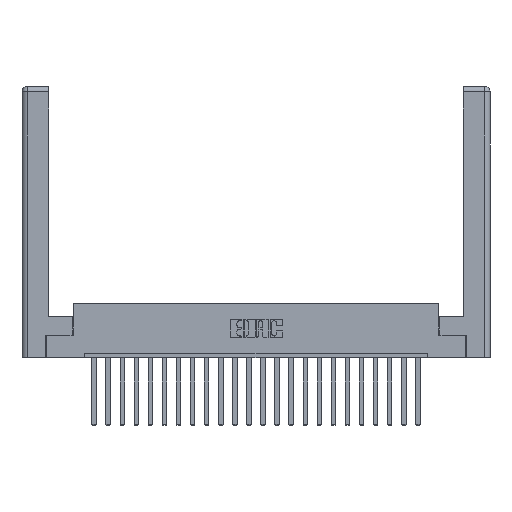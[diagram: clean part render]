
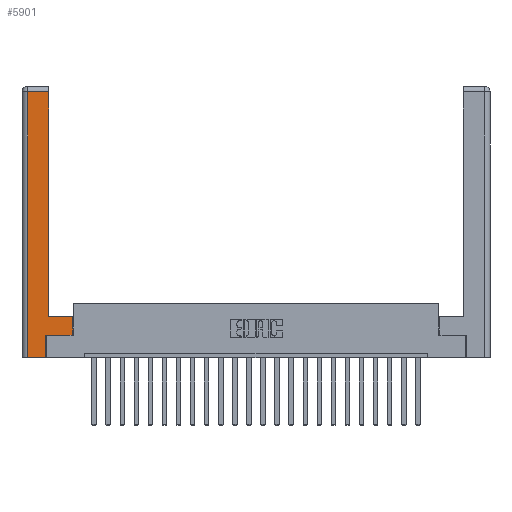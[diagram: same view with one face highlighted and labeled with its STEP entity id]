
A CAD part, top view. The second image highlights one B-rep face of the part: STEP entity #5901.
In plain terms, the highlighted planar face has unit normal (0, 0, 1).
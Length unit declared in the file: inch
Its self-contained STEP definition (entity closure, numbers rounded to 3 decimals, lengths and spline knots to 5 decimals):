
#381 = CARTESIAN_POINT ( 'NONE',  ( 0.295, 0.45, 0. ) ) ;
#512 = LINE ( 'NONE', #8340, #10048 ) ;
#634 = VERTEX_POINT ( 'NONE', #381 ) ;
#1029 = DIRECTION ( 'NONE',  ( 0., -1., 0. ) ) ;
#1065 = EDGE_CURVE ( 'NONE', #1377, #9135, #1094, .T. ) ;
#1094 = LINE ( 'NONE', #18763, #18871 ) ;
#1377 = VERTEX_POINT ( 'NONE', #17904 ) ;
#1552 = VECTOR ( 'NONE', #14298, 39.37008 ) ;
#2103 = VECTOR ( 'NONE', #10239, 39.37008 ) ;
#2266 = CARTESIAN_POINT ( 'NONE',  ( 0.565, 0.45, 0. ) ) ;
#2786 = DIRECTION ( 'NONE',  ( -1., 0., 0. ) ) ;
#3342 = ORIENTED_EDGE ( 'NONE', *, *, #1065, .T. ) ;
#4018 = DIRECTION ( 'NONE',  ( 0., 1., 0. ) ) ;
#4327 = VECTOR ( 'NONE', #4018, 39.37008 ) ;
#4421 = VERTEX_POINT ( 'NONE', #15333 ) ;
#4461 = CARTESIAN_POINT ( 'NONE',  ( 0.265, 0., 0. ) ) ;
#4613 = EDGE_CURVE ( 'NONE', #634, #20093, #6919, .T. ) ;
#4897 = VECTOR ( 'NONE', #1029, 39.37008 ) ;
#5901 = ADVANCED_FACE ( 'NONE', ( #18630 ), #16450, .F. ) ;
#6055 = ORIENTED_EDGE ( 'NONE', *, *, #22027, .T. ) ;
#6718 = LINE ( 'NONE', #4461, #2103 ) ;
#6767 = EDGE_CURVE ( 'NONE', #13760, #4421, #12814, .T. ) ;
#6919 = LINE ( 'NONE', #19114, #10728 ) ;
#7858 = LINE ( 'NONE', #14693, #4327 ) ;
#7938 = EDGE_CURVE ( 'NONE', #13717, #16361, #7858, .T. ) ;
#8340 = CARTESIAN_POINT ( 'NONE',  ( 0.295, 0.45, 0. ) ) ;
#9135 = VERTEX_POINT ( 'NONE', #2266 ) ;
#9262 = AXIS2_PLACEMENT_3D ( 'NONE', #21891, #9476, #2786 ) ;
#9476 = DIRECTION ( 'NONE',  ( 0., 0., -1. ) ) ;
#9922 = CARTESIAN_POINT ( 'NONE',  ( 0.0615, 0., 0. ) ) ;
#10048 = VECTOR ( 'NONE', #18838, 39.37008 ) ;
#10239 = DIRECTION ( 'NONE',  ( 1., 0., 0. ) ) ;
#10362 = DIRECTION ( 'NONE',  ( -1., 0., 0. ) ) ;
#10728 = VECTOR ( 'NONE', #20878, 39.37008 ) ;
#10758 = ORIENTED_EDGE ( 'NONE', *, *, #17207, .T. ) ;
#12048 = ORIENTED_EDGE ( 'NONE', *, *, #16585, .T. ) ;
#12541 = CARTESIAN_POINT ( 'NONE',  ( 0.565, 0.245, 0. ) ) ;
#12656 = CARTESIAN_POINT ( 'NONE',  ( 0.295, 2.94, 0. ) ) ;
#12814 = LINE ( 'NONE', #9922, #4897 ) ;
#13059 = CARTESIAN_POINT ( 'NONE',  ( 0.265, 0., 0. ) ) ;
#13717 = VERTEX_POINT ( 'NONE', #13059 ) ;
#13760 = VERTEX_POINT ( 'NONE', #14824 ) ;
#13804 = CARTESIAN_POINT ( 'NONE',  ( 0.0615, 2.94, 0. ) ) ;
#14247 = LINE ( 'NONE', #13804, #17554 ) ;
#14249 = ORIENTED_EDGE ( 'NONE', *, *, #6767, .T. ) ;
#14298 = DIRECTION ( 'NONE',  ( 1., 0., 0. ) ) ;
#14328 = ORIENTED_EDGE ( 'NONE', *, *, #4613, .T. ) ;
#14693 = CARTESIAN_POINT ( 'NONE',  ( 0.265, 0.245, 0. ) ) ;
#14824 = CARTESIAN_POINT ( 'NONE',  ( 0.0615, 2.94, 0. ) ) ;
#15315 = DIRECTION ( 'NONE',  ( 0., 1., 0. ) ) ;
#15333 = CARTESIAN_POINT ( 'NONE',  ( 0.0615, 0., 0. ) ) ;
#15485 = LINE ( 'NONE', #12541, #1552 ) ;
#16277 = EDGE_LOOP ( 'NONE', ( #14328, #6055, #14249, #19742, #21125, #10758, #3342, #12048 ) ) ;
#16361 = VERTEX_POINT ( 'NONE', #16595 ) ;
#16450 = PLANE ( 'NONE',  #9262 ) ;
#16585 = EDGE_CURVE ( 'NONE', #9135, #634, #512, .T. ) ;
#16595 = CARTESIAN_POINT ( 'NONE',  ( 0.265, 0.245, 0. ) ) ;
#17207 = EDGE_CURVE ( 'NONE', #16361, #1377, #15485, .T. ) ;
#17329 = EDGE_CURVE ( 'NONE', #4421, #13717, #6718, .T. ) ;
#17554 = VECTOR ( 'NONE', #10362, 39.37008 ) ;
#17904 = CARTESIAN_POINT ( 'NONE',  ( 0.565, 0.245, 0. ) ) ;
#18630 = FACE_OUTER_BOUND ( 'NONE', #16277, .T. ) ;
#18763 = CARTESIAN_POINT ( 'NONE',  ( 0.565, 0.45, 0. ) ) ;
#18838 = DIRECTION ( 'NONE',  ( -1., 0., 0. ) ) ;
#18871 = VECTOR ( 'NONE', #15315, 39.37008 ) ;
#19114 = CARTESIAN_POINT ( 'NONE',  ( 0.295, 3., 0. ) ) ;
#19742 = ORIENTED_EDGE ( 'NONE', *, *, #17329, .T. ) ;
#20093 = VERTEX_POINT ( 'NONE', #12656 ) ;
#20878 = DIRECTION ( 'NONE',  ( 0., 1., 0. ) ) ;
#21125 = ORIENTED_EDGE ( 'NONE', *, *, #7938, .T. ) ;
#21891 = CARTESIAN_POINT ( 'NONE',  ( 0., 0., 0. ) ) ;
#22027 = EDGE_CURVE ( 'NONE', #20093, #13760, #14247, .T. ) ;
